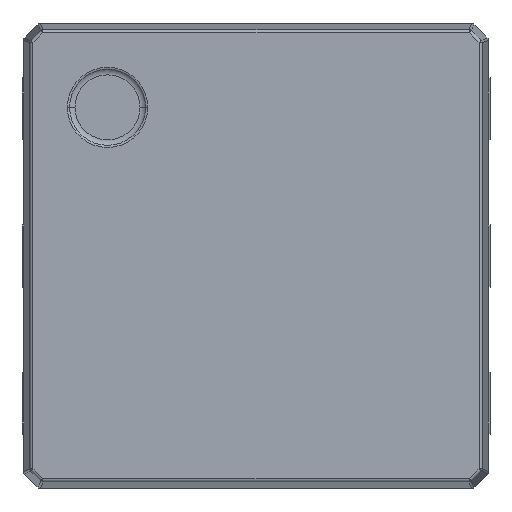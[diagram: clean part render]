
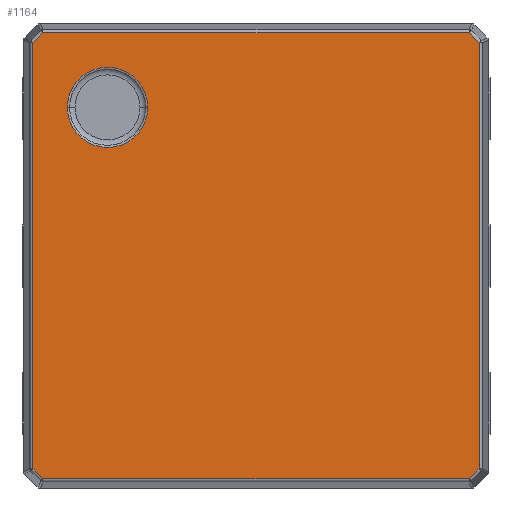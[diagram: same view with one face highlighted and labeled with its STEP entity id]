
A CAD part, top view. The second image highlights one B-rep face of the part: STEP entity #1164.
In plain terms, the highlighted planar face has unit normal (0, 0, 1).
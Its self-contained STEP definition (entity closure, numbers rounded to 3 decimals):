
#255 = CARTESIAN_POINT ( 'NONE',  ( 1.439, -1.375, 0.8 ) ) ;
#256 = CARTESIAN_POINT ( 'NONE',  ( 1.375, -1.439, 0.8 ) ) ;
#257 = CARTESIAN_POINT ( 'NONE',  ( -1.375, -1.439, 0.8 ) ) ;
#258 = CARTESIAN_POINT ( 'NONE',  ( -1.439, -1.375, 0.8 ) ) ;
#259 = CARTESIAN_POINT ( 'NONE',  ( -1.439, 1.375, 0.8 ) ) ;
#260 = CARTESIAN_POINT ( 'NONE',  ( -1.375, 1.439, 0.8 ) ) ;
#267 = CARTESIAN_POINT ( 'NONE',  ( 1.375, 1.439, 0.8 ) ) ;
#284 = CARTESIAN_POINT ( 'NONE',  ( 1.439, 1.375, 0.8 ) ) ;
#298 = CARTESIAN_POINT ( 'NONE',  ( -1.217, 0.958, 0.8 ) ) ;
#394 = CARTESIAN_POINT ( 'NONE',  ( -0.699, 0.958, 0.8 ) ) ;
#688 = CIRCLE ( 'NONE', #4754, 0.259 ) ;
#856 = LINE ( 'NONE', #4600, #865 ) ;
#860 = LINE ( 'NONE', #4612, #863 ) ;
#863 = VECTOR ( 'NONE', #4614, 1000. ) ;
#864 = LINE ( 'NONE', #4616, #867 ) ;
#865 = VECTOR ( 'NONE', #4615, 1000. ) ;
#866 = LINE ( 'NONE', #4618, #869 ) ;
#867 = VECTOR ( 'NONE', #4617, 1000. ) ;
#868 = LINE ( 'NONE', #4620, #871 ) ;
#869 = VECTOR ( 'NONE', #4619, 1000. ) ;
#870 = LINE ( 'NONE', #4622, #873 ) ;
#871 = VECTOR ( 'NONE', #4621, 1000. ) ;
#872 = LINE ( 'NONE', #4624, #875 ) ;
#873 = VECTOR ( 'NONE', #4623, 1000. ) ;
#874 = LINE ( 'NONE', #4626, #877 ) ;
#875 = VECTOR ( 'NONE', #4625, 1000. ) ;
#876 = CIRCLE ( 'NONE', #4415, 0.259 ) ;
#877 = VECTOR ( 'NONE', #4627, 1000. ) ;
#1101 = ORIENTED_EDGE ( 'NONE', *, *, #1291, .T. ) ;
#1106 = ORIENTED_EDGE ( 'NONE', *, *, #1293, .T. ) ;
#1129 = ORIENTED_EDGE ( 'NONE', *, *, #1294, .T. ) ;
#1131 = ORIENTED_EDGE ( 'NONE', *, *, #5150, .T. ) ;
#1138 = ORIENTED_EDGE ( 'NONE', *, *, #1292, .T. ) ;
#1145 = ORIENTED_EDGE ( 'NONE', *, *, #1290, .T. ) ;
#1164 = ADVANCED_FACE ( 'NONE', ( #2582, #2586 ), #1476, .F. ) ;
#1286 = EDGE_CURVE ( 'NONE', #1635, #1618, #860, .T. ) ;
#1287 = EDGE_CURVE ( 'NONE', #1618, #1611, #856, .T. ) ;
#1288 = EDGE_CURVE ( 'NONE', #1611, #1610, #864, .T. ) ;
#1289 = EDGE_CURVE ( 'NONE', #1610, #1609, #866, .T. ) ;
#1290 = EDGE_CURVE ( 'NONE', #1609, #1608, #868, .T. ) ;
#1291 = EDGE_CURVE ( 'NONE', #1608, #1607, #870, .T. ) ;
#1292 = EDGE_CURVE ( 'NONE', #1607, #1606, #872, .T. ) ;
#1293 = EDGE_CURVE ( 'NONE', #1606, #1635, #874, .T. ) ;
#1294 = EDGE_CURVE ( 'NONE', #1958, #1649, #876, .T. ) ;
#1476 = PLANE ( 'NONE',  #2617 ) ;
#1542 = DIRECTION ( 'NONE',  ( 0., 0., -1. ) ) ;
#1544 = DIRECTION ( 'NONE',  ( -1., 0., 0. ) ) ;
#1580 = CARTESIAN_POINT ( 'NONE',  ( 0., 2.9, 0.8 ) ) ;
#1606 = VERTEX_POINT ( 'NONE', #255 ) ;
#1607 = VERTEX_POINT ( 'NONE', #256 ) ;
#1608 = VERTEX_POINT ( 'NONE', #257 ) ;
#1609 = VERTEX_POINT ( 'NONE', #258 ) ;
#1610 = VERTEX_POINT ( 'NONE', #259 ) ;
#1611 = VERTEX_POINT ( 'NONE', #260 ) ;
#1618 = VERTEX_POINT ( 'NONE', #267 ) ;
#1635 = VERTEX_POINT ( 'NONE', #284 ) ;
#1649 = VERTEX_POINT ( 'NONE', #298 ) ;
#1759 = ORIENTED_EDGE ( 'NONE', *, *, #1286, .T. ) ;
#1782 = ORIENTED_EDGE ( 'NONE', *, *, #1289, .T. ) ;
#1840 = ORIENTED_EDGE ( 'NONE', *, *, #1287, .T. ) ;
#1841 = ORIENTED_EDGE ( 'NONE', *, *, #1288, .T. ) ;
#1844 = EDGE_LOOP ( 'NONE', ( #1131, #1129 ) ) ;
#1858 = EDGE_LOOP ( 'NONE', ( #1759, #1840, #1841, #1782, #1145, #1101, #1138, #1106 ) ) ;
#1958 = VERTEX_POINT ( 'NONE', #394 ) ;
#2582 = FACE_OUTER_BOUND ( 'NONE', #1858, .T. ) ;
#2586 = FACE_BOUND ( 'NONE', #1844, .T. ) ;
#2617 = AXIS2_PLACEMENT_3D ( 'NONE', #1580, #1542, #1544 ) ;
#4415 = AXIS2_PLACEMENT_3D ( 'NONE', #4629, #4630, #4631 ) ;
#4600 = CARTESIAN_POINT ( 'NONE',  ( 0., 1.439, 0.8 ) ) ;
#4612 = CARTESIAN_POINT ( 'NONE',  ( -0.043, 2.857, 0.8 ) ) ;
#4614 = DIRECTION ( 'NONE',  ( -0.707, 0.707, 0. ) ) ;
#4615 = DIRECTION ( 'NONE',  ( -1., 0., 0. ) ) ;
#4616 = CARTESIAN_POINT ( 'NONE',  ( 0.043, 2.857, 0.8 ) ) ;
#4617 = DIRECTION ( 'NONE',  ( -0.707, -0.707, 0. ) ) ;
#4618 = CARTESIAN_POINT ( 'NONE',  ( -1.439, 2.9, 0.8 ) ) ;
#4619 = DIRECTION ( 'NONE',  ( 0., -1., 0. ) ) ;
#4620 = CARTESIAN_POINT ( 'NONE',  ( -2.857, 0.043, 0.8 ) ) ;
#4621 = DIRECTION ( 'NONE',  ( 0.707, -0.707, 0. ) ) ;
#4622 = CARTESIAN_POINT ( 'NONE',  ( 0., -1.439, 0.8 ) ) ;
#4623 = DIRECTION ( 'NONE',  ( 1., 0., 0. ) ) ;
#4624 = CARTESIAN_POINT ( 'NONE',  ( 2.857, 0.043, 0.8 ) ) ;
#4625 = DIRECTION ( 'NONE',  ( 0.707, 0.707, 0. ) ) ;
#4626 = CARTESIAN_POINT ( 'NONE',  ( 1.439, 2.9, 0.8 ) ) ;
#4627 = DIRECTION ( 'NONE',  ( 0., 1., 0. ) ) ;
#4629 = CARTESIAN_POINT ( 'NONE',  ( -0.958, 0.958, 0.8 ) ) ;
#4630 = DIRECTION ( 'NONE',  ( 0., 0., -1. ) ) ;
#4631 = DIRECTION ( 'NONE',  ( -1., 0., 0. ) ) ;
#4754 = AXIS2_PLACEMENT_3D ( 'NONE', #5002, #5003, #5004 ) ;
#5002 = CARTESIAN_POINT ( 'NONE',  ( -0.958, 0.958, 0.8 ) ) ;
#5003 = DIRECTION ( 'NONE',  ( 0., 0., -1. ) ) ;
#5004 = DIRECTION ( 'NONE',  ( -1., 0., 0. ) ) ;
#5150 = EDGE_CURVE ( 'NONE', #1649, #1958, #688, .T. ) ;
